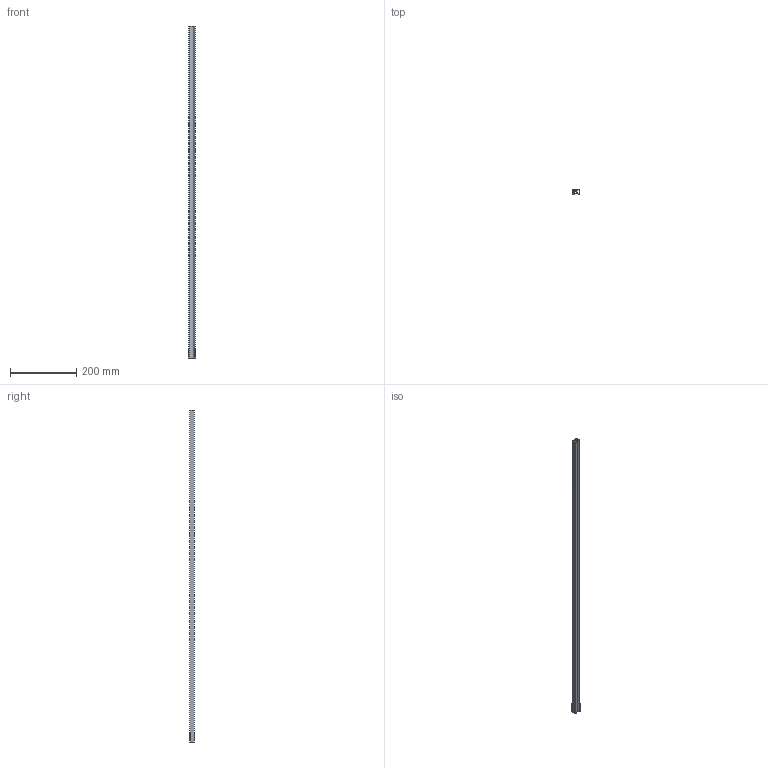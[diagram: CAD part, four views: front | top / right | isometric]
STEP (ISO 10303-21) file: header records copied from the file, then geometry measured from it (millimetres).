
FILE_DESCRIPTION(/* description */ (''),/* implementation_level */ '2;1');
FILE_NAME(/* name */ 'PP1292-0365-0000_Anwenderdatei_mit Klammer_20221104.stp',/* time_stamp */ '2022-11-04T09:09:31+01:00',/* author */ ('sstotter'),/* organization */ (''),/* preprocessor_version */ 'ST-DEVELOPER v18.1',/* originating_system */ 'Autodesk Inventor 2021',/* authorisation */ '');
FILE_SCHEMA (('AUTOMOTIVE_DESIGN { 1 0 10303 214 3 1 1 }'));
Length unit declared in the file: millimetre
Products named in the file (1): PP1292-0365-0000_Anwenderdatei_mit Klammer
Bounding box: 21.75 x 15 x 1000 mm (x, y, z)
Volume: 104257.3 mm3; surface area: 168341.7 mm2
Topology: 3 solids, 3 shells, 39 faces, 99 edges, 66 vertices
Faces by surface type: plane 37, cylinder 2
Entity records: 1194 total; most frequent: CARTESIAN_POINT 205, ORIENTED_EDGE 198, DIRECTION 183, EDGE_CURVE 99, LINE 95, VECTOR 95, VERTEX_POINT 66, AXIS2_PLACEMENT_3D 44
